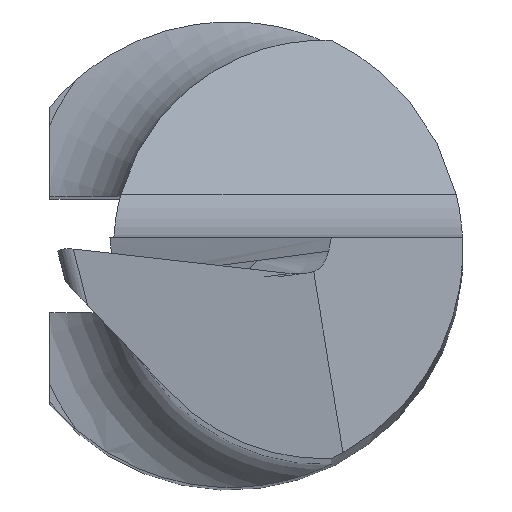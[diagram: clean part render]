
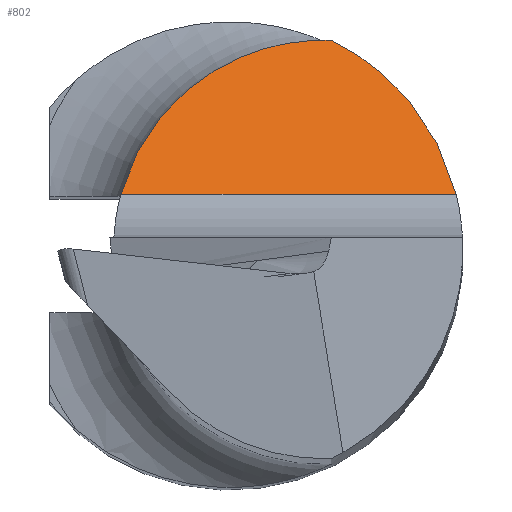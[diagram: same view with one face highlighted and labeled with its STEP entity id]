
A CAD part, top view. The second image highlights one B-rep face of the part: STEP entity #802.
In plain terms, the highlighted planar face has unit normal (0, 0.766, 0.643).
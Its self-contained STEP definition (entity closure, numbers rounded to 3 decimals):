
#49 = ORIENTED_EDGE ( 'NONE', *, *, #1139, .F. ) ;
#55 = CARTESIAN_POINT ( 'NONE',  ( 0.872, 1.8, 37.001 ) ) ;
#80 = CARTESIAN_POINT ( 'NONE',  ( 2., 0.474, 38.581 ) ) ;
#119 = ORIENTED_EDGE ( 'NONE', *, *, #400, .F. ) ;
#143 = CARTESIAN_POINT ( 'NONE',  ( -0.936, 0.474, 38.581 ) ) ;
#211 = CARTESIAN_POINT ( 'NONE',  ( 1.799, 1.064, 37.878 ) ) ;
#230 = CARTESIAN_POINT ( 'NONE',  ( 1.943, 0.474, 38.581 ) ) ;
#235 = AXIS2_PLACEMENT_3D ( 'NONE', #504, #1091, #597 ) ;
#252 = VERTEX_POINT ( 'NONE', #1136 ) ;
#273 = ORIENTED_EDGE ( 'NONE', *, *, #879, .T. ) ;
#342 = CARTESIAN_POINT ( 'NONE',  ( -0.001, 1.834, 36.96 ) ) ;
#391 = LINE ( 'NONE', #80, #745 ) ;
#398 = CARTESIAN_POINT ( 'NONE',  ( 1.943, 0.474, 38.581 ) ) ;
#400 = EDGE_CURVE ( 'NONE', #841, #252, #1226, .T. ) ;
#421 = CARTESIAN_POINT ( 'NONE',  ( -0.936, 0.474, 38.581 ) ) ;
#471 = DIRECTION ( 'NONE',  ( -1., 0., 0. ) ) ;
#504 = CARTESIAN_POINT ( 'NONE',  ( 2., 0.474, 38.581 ) ) ;
#555 =( BOUNDED_CURVE ( )  B_SPLINE_CURVE ( 3, ( #398, #211, #688, #605 ),
 .UNSPECIFIED., .F., .F. ) 
 B_SPLINE_CURVE_WITH_KNOTS ( ( 4, 4 ),
 ( 4.952, 5.832 ),
 .UNSPECIFIED. ) 
 CURVE ( )  GEOMETRIC_REPRESENTATION_ITEM ( )  RATIONAL_B_SPLINE_CURVE ( ( 1., 0.936, 0.936, 1. ) ) 
 REPRESENTATION_ITEM ( '' )  );
#597 = DIRECTION ( 'NONE',  ( 0., 0.643, -0.766 ) ) ;
#605 = CARTESIAN_POINT ( 'NONE',  ( 0.872, 1.8, 37.001 ) ) ;
#688 = CARTESIAN_POINT ( 'NONE',  ( 1.418, 1.536, 37.316 ) ) ;
#745 = VECTOR ( 'NONE', #471, 1000. ) ;
#802 = ADVANCED_FACE ( 'NONE', ( #883 ), #1178, .F. ) ;
#812 = EDGE_LOOP ( 'NONE', ( #49, #273, #119 ) ) ;
#841 = VERTEX_POINT ( 'NONE', #421 ) ;
#879 = EDGE_CURVE ( 'NONE', #918, #252, #555, .T. ) ;
#883 = FACE_OUTER_BOUND ( 'NONE', #812, .T. ) ;
#918 = VERTEX_POINT ( 'NONE', #230 ) ;
#1091 = DIRECTION ( 'NONE',  ( 0., -0.766, -0.643 ) ) ;
#1136 = CARTESIAN_POINT ( 'NONE',  ( 0.872, 1.8, 37.001 ) ) ;
#1139 = EDGE_CURVE ( 'NONE', #918, #841, #391, .T. ) ;
#1178 = PLANE ( 'NONE',  #235 ) ;
#1205 = CARTESIAN_POINT ( 'NONE',  ( -0.706, 1.317, 37.576 ) ) ;
#1226 =( BOUNDED_CURVE ( )  B_SPLINE_CURVE ( 3, ( #143, #1205, #342, #55 ),
 .UNSPECIFIED., .F., .F. ) 
 B_SPLINE_CURVE_WITH_KNOTS ( ( 4, 4 ),
 ( 4.979, 6.322 ),
 .UNSPECIFIED. ) 
 CURVE ( )  GEOMETRIC_REPRESENTATION_ITEM ( )  RATIONAL_B_SPLINE_CURVE ( ( 1., 0.855, 0.855, 1. ) ) 
 REPRESENTATION_ITEM ( '' )  );
